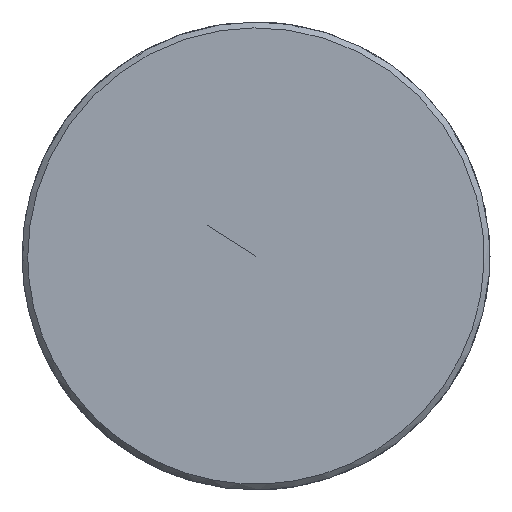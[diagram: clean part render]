
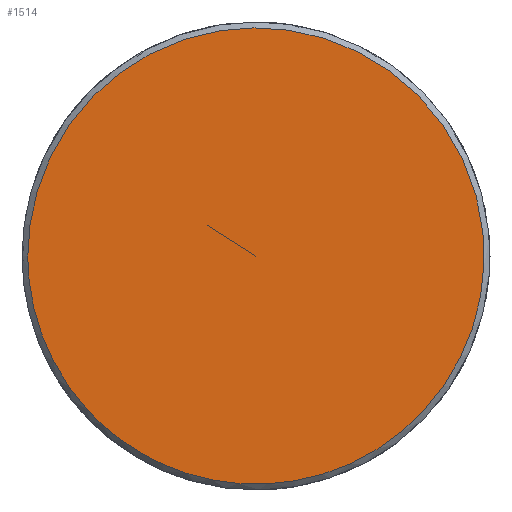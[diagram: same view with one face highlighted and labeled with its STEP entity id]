
A CAD part, left-side view. The second image highlights one B-rep face of the part: STEP entity #1514.
In plain terms, the highlighted free-form (B-spline) face has degree [5, 1] with [6, 2] control points.
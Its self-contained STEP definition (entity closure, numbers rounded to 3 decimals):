
#1442 = CARTESIAN_POINT ('', (-150., 9.75, 0.));
#1443 = VERTEX_POINT ('', #1442);
#1453 = CARTESIAN_POINT ('', (-150., 9.75, 0.));
#1454 = CARTESIAN_POINT ('', (-150., 9.75, 39.));
#1455 = CARTESIAN_POINT ('', (-150., -29.25, 19.5));
#1456 = CARTESIAN_POINT ('', (-150., -29.25, -19.5));
#1457 = CARTESIAN_POINT ('', (-150., 9.75, -39.));
#1458 = CARTESIAN_POINT ('', (-150., 9.75, 0.));
#1459 = (
   BOUNDED_CURVE ()
   B_SPLINE_CURVE (5, (#1453, #1454, #1455, #1456, #1457, #1458), .UNSPECIFIED., .T., .U.)
   B_SPLINE_CURVE_WITH_KNOTS ((6, 6), (0., 1.), .UNSPECIFIED.)
   CURVE ()
   GEOMETRIC_REPRESENTATION_ITEM ()
   RATIONAL_B_SPLINE_CURVE ((5., 1., 1., 1., 1., 5.))
   REPRESENTATION_ITEM ('')
);
#1460 = EDGE_CURVE ('', #1443, #1443, #1459, .T.);
#1490 = CARTESIAN_POINT ('', (-150., 0., 0.));
#1491 = VERTEX_POINT ('', #1490);
#1492 = CARTESIAN_POINT ('', (-150., 9.75, 0.));
#1493 = CARTESIAN_POINT ('', (-150., 0., 0.));
#1494 = B_SPLINE_CURVE_WITH_KNOTS ('', 1, (#1492, #1493), .UNSPECIFIED., .F., .U., (2, 2), (0., 1.), .UNSPECIFIED.);
#1495 = EDGE_CURVE ('', #1443, #1491, #1494, .T.);
#1496 = ORIENTED_EDGE ('', *, *, #1495, .F.);
#1497 = ORIENTED_EDGE ('', *, *, #1460, .T.);
#1498 = ORIENTED_EDGE ('', *, *, #1495, .T.);
#1499 = EDGE_LOOP ('', (#1496, #1497, #1498));
#1500 = FACE_OUTER_BOUND ('', #1499, .F.);
#1501 = CARTESIAN_POINT ('', (-150., 9.75, 0.));
#1502 = CARTESIAN_POINT ('', (-150., 0., 0.));
#1503 = CARTESIAN_POINT ('', (-150., 9.75, 39.));
#1504 = CARTESIAN_POINT ('', (-150., 0., 0.));
#1505 = CARTESIAN_POINT ('', (-150., -29.25, 19.5));
#1506 = CARTESIAN_POINT ('', (-150., 0., 0.));
#1507 = CARTESIAN_POINT ('', (-150., -29.25, -19.5));
#1508 = CARTESIAN_POINT ('', (-150., 0., 0.));
#1509 = CARTESIAN_POINT ('', (-150., 9.75, -39.));
#1510 = CARTESIAN_POINT ('', (-150., 0., 0.));
#1511 = CARTESIAN_POINT ('', (-150., 9.75, 0.));
#1512 = CARTESIAN_POINT ('', (-150., 0., 0.));
#1513 = (
   BOUNDED_SURFACE ()
   B_SPLINE_SURFACE (5, 1, ((#1501, #1502), (#1503, #1504), (#1505, #1506), (#1507, #1508), (#1509, #1510), (#1511, #1512)), .UNSPECIFIED., .T., .F., .U.)
   B_SPLINE_SURFACE_WITH_KNOTS ((6, 6), (2, 2), (0., 1.), (0., 1.), .UNSPECIFIED.)
   SURFACE ()
   GEOMETRIC_REPRESENTATION_ITEM ()
   RATIONAL_B_SPLINE_SURFACE (((5., 5.), (1., 1.), (1., 1.), (1., 1.), (1., 1.), (5., 5.)))
   REPRESENTATION_ITEM ('')
);
#1514 = ADVANCED_FACE ('', (#1500), #1513, .F.);
